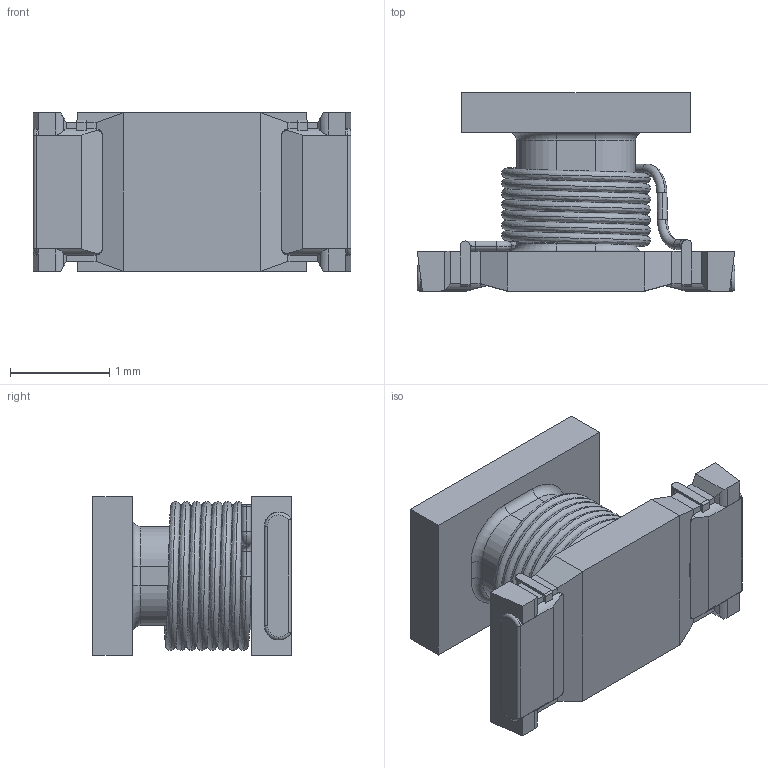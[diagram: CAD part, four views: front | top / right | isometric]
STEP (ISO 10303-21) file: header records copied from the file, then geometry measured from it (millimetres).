
FILE_DESCRIPTION (( 'STEP AP214' ), '1' );
FILE_NAME ('LQH31HNR29K03L.STEP', '2020-01-28T09:50:05', ( '' ), ( '' ), 'SwSTEP 2.0', 'SolidWorks 2017', '' );
FILE_SCHEMA (( 'AUTOMOTIVE_DESIGN' ));
Length unit declared in the file: millimetre
Products named in the file (1): LQH31HNR29K03L
Bounding box: 3.2 x 2 x 1.6 mm (x, y, z)
Volume: 5 mm3; surface area: 43 mm2
Topology: 6 solids, 6 shells, 170 faces, 410 edges, 254 vertices
Faces by surface type: plane 74, cylinder 58, torus 34, bspline 4
Entity records: 6785 total; most frequent: CARTESIAN_POINT 2749, DIRECTION 852, ORIENTED_EDGE 820, EDGE_CURVE 410, AXIS2_PLACEMENT_3D 321, VERTEX_POINT 254, VECTOR 210, LINE 210
